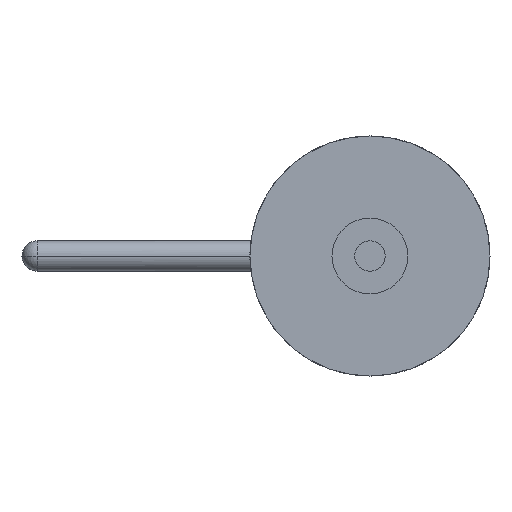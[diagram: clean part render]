
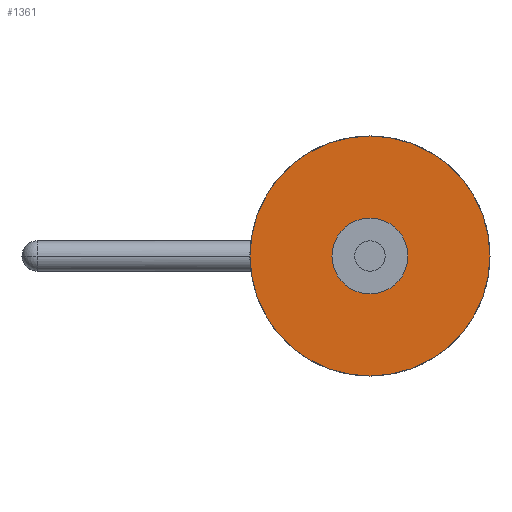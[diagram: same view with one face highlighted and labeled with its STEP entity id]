
A CAD part, front view. The second image highlights one B-rep face of the part: STEP entity #1361.
In plain terms, the highlighted planar face has unit normal (0, -1, 0).
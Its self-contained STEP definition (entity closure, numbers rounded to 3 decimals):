
#491=CARTESIAN_POINT('',(0.,-6.5,0.));
#492=DIRECTION('',(0.,-1.,0.));
#493=DIRECTION('',(-1.,0.,0.));
#494=AXIS2_PLACEMENT_3D('',#491,#492,#493);
#500=CARTESIAN_POINT('',(0.,-6.5,0.));
#501=DIRECTION('',(0.,1.,0.));
#502=DIRECTION('',(-1.,0.,0.));
#503=AXIS2_PLACEMENT_3D('',#500,#501,#502);
#509=CARTESIAN_POINT('',(0.,-6.5,0.));
#510=DIRECTION('',(0.,-1.,0.));
#511=DIRECTION('',(-1.,0.,0.));
#512=AXIS2_PLACEMENT_3D('',#509,#510,#511);
#514=CARTESIAN_POINT('',(0.,-6.5,0.));
#515=DIRECTION('',(0.,1.,0.));
#516=DIRECTION('',(-1.,0.,0.));
#517=AXIS2_PLACEMENT_3D('',#514,#515,#516);
#604=CARTESIAN_POINT('',(-3.95,-6.5,0.));
#606=VERTEX_POINT('',#604);
#620=CARTESIAN_POINT('',(3.95,-6.5,0.));
#622=VERTEX_POINT('',#620);
#627=CARTESIAN_POINT('',(-1.25,-6.5,0.));
#629=VERTEX_POINT('',#627);
#631=CARTESIAN_POINT('',(1.25,-6.5,0.));
#633=VERTEX_POINT('',#631);
#1346=CARTESIAN_POINT('',(0.,-6.5,0.));
#1347=DIRECTION('',(0.,-1.,0.));
#1348=DIRECTION('',(-1.,0.,0.));
#1349=AXIS2_PLACEMENT_3D('',#1346,#1347,#1348);
#1350=PLANE('',#1349);
#1352=ORIENTED_EDGE('',*,*,#1351,.F.);
#1354=ORIENTED_EDGE('',*,*,#1353,.T.);
#1355=EDGE_LOOP('',(#1352,#1354));
#1356=FACE_OUTER_BOUND('',#1355,.F.);
#1357=ORIENTED_EDGE('',*,*,#1339,.F.);
#1358=ORIENTED_EDGE('',*,*,#1328,.T.);
#1359=EDGE_LOOP('',(#1357,#1358));
#1360=FACE_BOUND('',#1359,.F.);
#495=CIRCLE('',#494,1.25);
#504=CIRCLE('',#503,1.25);
#513=CIRCLE('',#512,3.95);
#518=CIRCLE('',#517,3.95);
#1328=EDGE_CURVE('',#629,#633,#495,.T.);
#1339=EDGE_CURVE('',#629,#633,#504,.T.);
#1351=EDGE_CURVE('',#606,#622,#513,.T.);
#1353=EDGE_CURVE('',#606,#622,#518,.T.);
#1361=ADVANCED_FACE('',(#1356,#1360),#1350,.T.);
